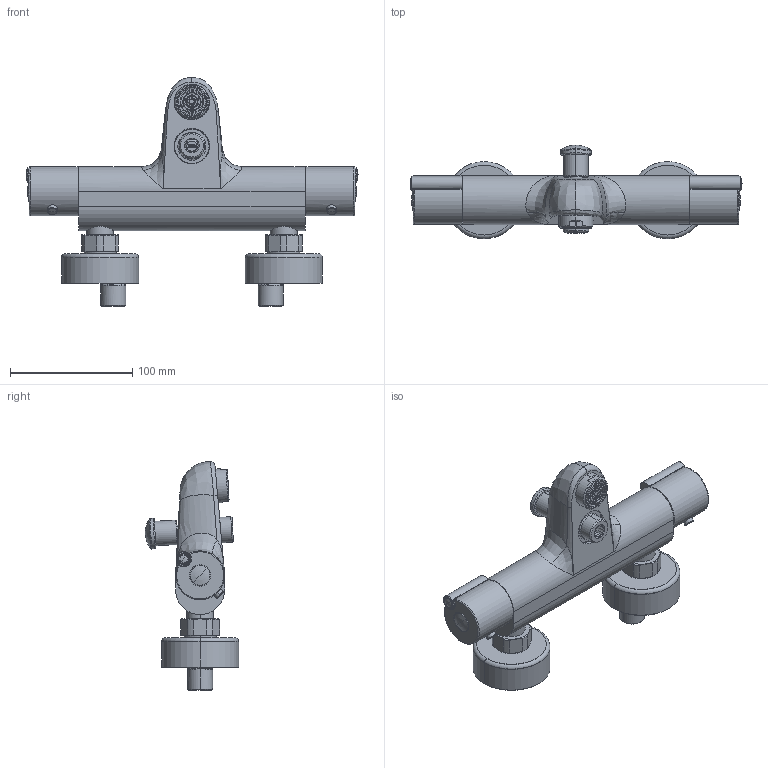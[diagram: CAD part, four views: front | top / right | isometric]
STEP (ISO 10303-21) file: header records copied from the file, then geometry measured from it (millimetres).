
FILE_DESCRIPTION((''),'2;1');
FILE_NAME('RN_T25130_SW0001','2018-03-05T',('mauriziog'),(''),'PRO/ENGINEER BY PARAMETRIC TECHNOLOGY CORPORATION, 2004280','PRO/ENGINEER BY PARAMETRIC TECHNOLOGY CORPORATION, 2004280','');
FILE_SCHEMA(('CONFIG_CONTROL_DESIGN'));
Products named in the file (1): RN_T25130_SW0001
Bounding box: 271.2 x 76.27 x 187.01 mm (x, y, z)
Volume: 215335.9 mm3; surface area: 176875 mm2
Topology: 5 solids, 5 shells, 2043 faces, 5096 edges, 3147 vertices
Faces by surface type: cylinder 693, plane 654, bspline 246, torus 209, cone 148, sphere 93
Entity records: 88096 total; most frequent: CARTESIAN_POINT 41343, ORIENTED_EDGE 10160, DIRECTION 9333, EDGE_CURVE 5080, AXIS2_PLACEMENT_3D 3723, VERTEX_POINT 3147, EDGE_LOOP 2213, FACE_OUTER_BOUND 2043
